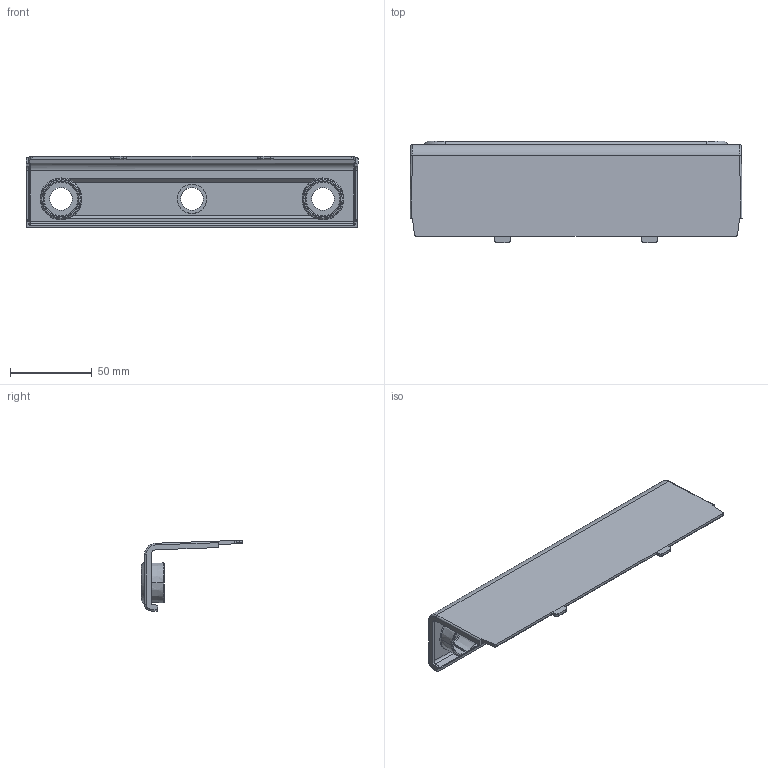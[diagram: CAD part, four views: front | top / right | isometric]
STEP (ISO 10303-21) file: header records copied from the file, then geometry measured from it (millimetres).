
FILE_DESCRIPTION (( 'STEP AP203' ), '1' );
FILE_NAME ('1905-H.step', '2017-10-17T13:26:03', ( '' ), ( '' ), 'SwSTEP 2.0', 'SolidWorks 2016', '' );
FILE_SCHEMA (( 'CONFIG_CONTROL_DESIGN' ));
Length unit declared in the file: millimetre
Products named in the file (1): 1905-H
Bounding box: 202.81 x 62 x 43.46 mm (x, y, z)
Volume: 42395.2 mm3; surface area: 44605.7 mm2
Topology: 1 solids, 1 shells, 205 faces, 540 edges, 340 vertices
Faces by surface type: plane 85, cylinder 44, cone 32, bspline 24, torus 18, sphere 2
Entity records: 7027 total; most frequent: CARTESIAN_POINT 2258, ORIENTED_EDGE 1072, DIRECTION 888, EDGE_CURVE 536, VERTEX_POINT 338, AXIS2_PLACEMENT_3D 326, VECTOR 236, LINE 236
